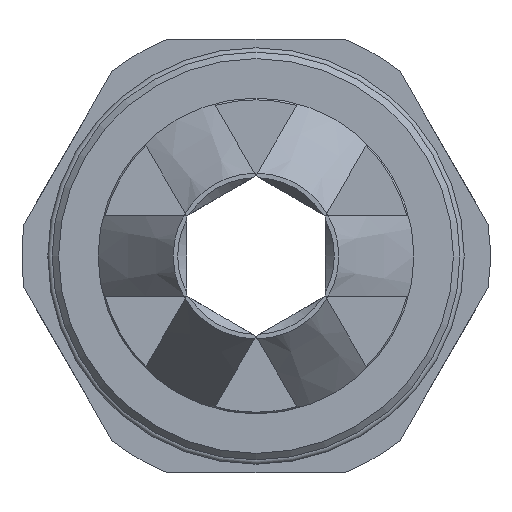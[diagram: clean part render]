
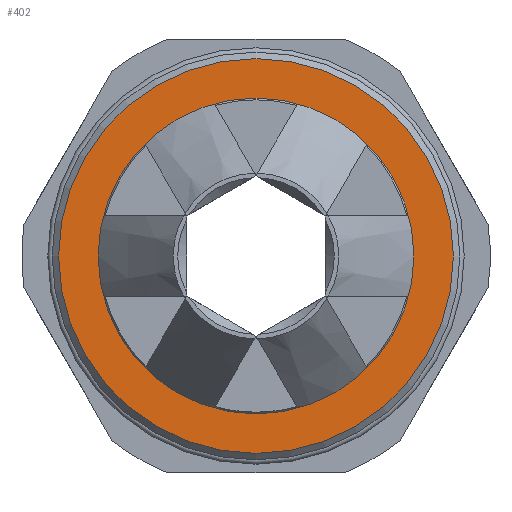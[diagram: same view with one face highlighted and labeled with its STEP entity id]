
A CAD part, left-side view. The second image highlights one B-rep face of the part: STEP entity #402.
In plain terms, the highlighted planar face has unit normal (-1, 0, 0).
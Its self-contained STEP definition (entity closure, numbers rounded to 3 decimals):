
#402 = ADVANCED_FACE( '', ( #871, #872 ), #873, .T. );
#871 = FACE_BOUND( '', #1391, .T. );
#872 = FACE_OUTER_BOUND( '', #1392, .T. );
#873 = PLANE( '', #1393 );
#1391 = EDGE_LOOP( '', ( #2514 ) );
#1392 = EDGE_LOOP( '', ( #2515 ) );
#1393 = AXIS2_PLACEMENT_3D( '', #2516, #2517, #2518 );
#2514 = ORIENTED_EDGE( '', *, *, #3492, .T. );
#2515 = ORIENTED_EDGE( '', *, *, #3493, .F. );
#2516 = CARTESIAN_POINT( '', ( 0., 22.75, 0. ) );
#2517 = DIRECTION( '', ( -1., 0., 0. ) );
#2518 = DIRECTION( '', ( 0., 0., 1. ) );
#3492 = EDGE_CURVE( '', #4318, #4318, #4319, .T. );
#3493 = EDGE_CURVE( '', #4320, #4320, #4321, .T. );
#4318 = VERTEX_POINT( '', #5869 );
#4319 = CIRCLE( '', #5870, 18.2 );
#4320 = VERTEX_POINT( '', #5871 );
#4321 = CIRCLE( '', #5872, 22.75 );
#5869 = CARTESIAN_POINT( '', ( 0., 0., -18.2 ) );
#5870 = AXIS2_PLACEMENT_3D( '', #6603, #6604, #6605 );
#5871 = CARTESIAN_POINT( '', ( 0., 0., -22.75 ) );
#5872 = AXIS2_PLACEMENT_3D( '', #6606, #6607, #6608 );
#6603 = CARTESIAN_POINT( '', ( 0., 0., 0. ) );
#6604 = DIRECTION( '', ( 1., 0., 0. ) );
#6605 = DIRECTION( '', ( 0., 0., -1. ) );
#6606 = CARTESIAN_POINT( '', ( 0., 0., 0. ) );
#6607 = DIRECTION( '', ( 1., 0., 0. ) );
#6608 = DIRECTION( '', ( 0., 0., -1. ) );
